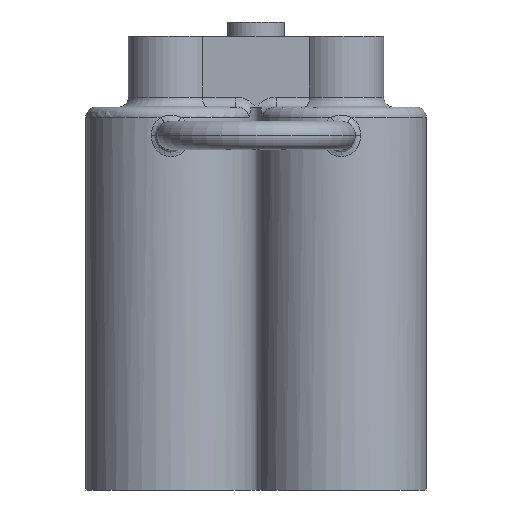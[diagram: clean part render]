
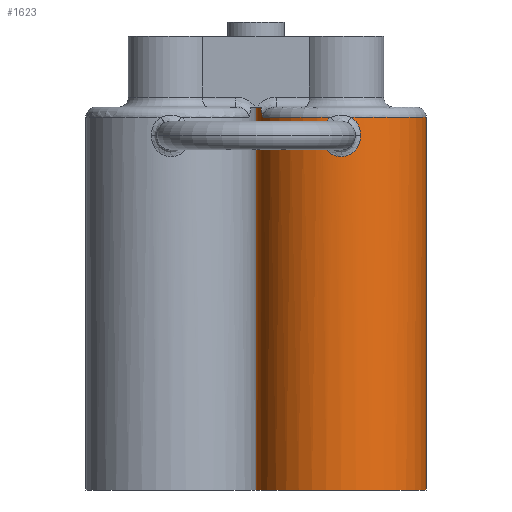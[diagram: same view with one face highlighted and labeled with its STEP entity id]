
A CAD part, front view. The second image highlights one B-rep face of the part: STEP entity #1623.
In plain terms, the highlighted cylindrical face has radius 6 mm (diameter 12 mm), a partial arc.
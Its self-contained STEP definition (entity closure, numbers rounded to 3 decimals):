
#161=CARTESIAN_POINT('Axis2P3D Location',(6.,14.,-25.)) ;
#165=CARTESIAN_POINT('Vertex',(12.,14.,-25.)) ;
#167=CARTESIAN_POINT('Vertex',(0.,14.,-25.)) ;
#447=CARTESIAN_POINT('Axis2P3D Location',(6.,14.,-11.5)) ;
#474=CARTESIAN_POINT('Vertex',(12.,14.,1.3)) ;
#477=CARTESIAN_POINT('Line Origine',(12.,14.,-11.5)) ;
#482=CARTESIAN_POINT('Line Origine',(0.,14.,-11.5)) ;
#486=CARTESIAN_POINT('Vertex',(0.,14.,2.)) ;
#695=CARTESIAN_POINT('Vertex',(0.357,11.961,2.)) ;
#701=CARTESIAN_POINT('Control Point',(0.357,11.961,2.)) ;
#702=CARTESIAN_POINT('Control Point',(0.377,11.905,1.77)) ;
#703=CARTESIAN_POINT('Control Point',(0.416,11.802,1.578)) ;
#704=CARTESIAN_POINT('Control Point',(0.46,11.694,1.429)) ;
#705=CARTESIAN_POINT('Control Point',(0.509,11.582,1.3)) ;
#706=CARTESIAN_POINT('Vertex',(0.509,11.582,1.3)) ;
#963=CARTESIAN_POINT('Axis2P3D Location',(6.,14.,2.)) ;
#967=CARTESIAN_POINT('Vertex',(0.343,12.,2.)) ;
#970=CARTESIAN_POINT('Axis2P3D Location',(6.,14.,2.)) ;
#1561=CARTESIAN_POINT('Axis2P3D Location',(6.,14.,1.3)) ;
#1565=CARTESIAN_POINT('Vertex',(5.309,8.04,1.3)) ;
#1568=CARTESIAN_POINT('Axis2P3D Location',(6.,14.,1.3)) ;
#1572=CARTESIAN_POINT('Vertex',(6.691,8.04,1.3)) ;
#1576=CARTESIAN_POINT('Control Point',(7.385,8.162,0.)) ;
#1577=CARTESIAN_POINT('Control Point',(7.385,8.162,0.389)) ;
#1578=CARTESIAN_POINT('Control Point',(7.26,8.131,0.778)) ;
#1579=CARTESIAN_POINT('Control Point',(7.013,8.077,1.099)) ;
#1580=CARTESIAN_POINT('Control Point',(6.691,8.04,1.3)) ;
#1581=CARTESIAN_POINT('Vertex',(7.385,8.162,0.)) ;
#1585=CARTESIAN_POINT('Control Point',(7.385,8.162,0.)) ;
#1586=CARTESIAN_POINT('Control Point',(7.385,8.162,-0.232)) ;
#1587=CARTESIAN_POINT('Control Point',(7.343,8.152,-0.465)) ;
#1588=CARTESIAN_POINT('Control Point',(7.26,8.132,-0.685)) ;
#1589=CARTESIAN_POINT('Control Point',(7.023,8.083,-1.076)) ;
#1590=CARTESIAN_POINT('Control Point',(6.662,8.032,-1.348)) ;
#1591=CARTESIAN_POINT('Control Point',(6.461,8.012,-1.444)) ;
#1592=CARTESIAN_POINT('Control Point',(5.994,7.989,-1.554)) ;
#1593=CARTESIAN_POINT('Control Point',(5.523,8.011,-1.448)) ;
#1594=CARTESIAN_POINT('Control Point',(5.29,8.037,-1.33)) ;
#1595=CARTESIAN_POINT('Control Point',(4.935,8.091,-1.03)) ;
#1596=CARTESIAN_POINT('Control Point',(4.716,8.138,-0.617)) ;
#1597=CARTESIAN_POINT('Control Point',(4.649,8.154,-0.417)) ;
#1598=CARTESIAN_POINT('Control Point',(4.615,8.162,-0.208)) ;
#1599=CARTESIAN_POINT('Control Point',(4.615,8.162,0.)) ;
#1600=CARTESIAN_POINT('Vertex',(4.615,8.162,0.)) ;
#1604=CARTESIAN_POINT('Control Point',(5.309,8.04,1.3)) ;
#1605=CARTESIAN_POINT('Control Point',(4.987,8.077,1.099)) ;
#1606=CARTESIAN_POINT('Control Point',(4.74,8.131,0.778)) ;
#1607=CARTESIAN_POINT('Control Point',(4.615,8.162,0.389)) ;
#1608=CARTESIAN_POINT('Control Point',(4.615,8.162,0.)) ;
#162=DIRECTION('Axis2P3D Direction',(0.,0.,-1.)) ;
#448=DIRECTION('Axis2P3D Direction',(0.,0.,-1.)) ;
#449=DIRECTION('Axis2P3D XDirection',(1.,0.,0.)) ;
#478=DIRECTION('Vector Direction',(0.,0.,-1.)) ;
#483=DIRECTION('Vector Direction',(0.,0.,-1.)) ;
#964=DIRECTION('Axis2P3D Direction',(0.,0.,-1.)) ;
#971=DIRECTION('Axis2P3D Direction',(0.,0.,-1.)) ;
#1562=DIRECTION('Axis2P3D Direction',(0.,0.,-1.)) ;
#1569=DIRECTION('Axis2P3D Direction',(0.,0.,-1.)) ;
#163=AXIS2_PLACEMENT_3D('Circle Axis2P3D',#161,#162,$) ;
#450=AXIS2_PLACEMENT_3D('Cylinder Axis2P3D',#447,#448,#449) ;
#965=AXIS2_PLACEMENT_3D('Circle Axis2P3D',#963,#964,$) ;
#972=AXIS2_PLACEMENT_3D('Circle Axis2P3D',#970,#971,$) ;
#1563=AXIS2_PLACEMENT_3D('Circle Axis2P3D',#1561,#1562,$) ;
#1570=AXIS2_PLACEMENT_3D('Circle Axis2P3D',#1568,#1569,$) ;
#1611=ORIENTED_EDGE('',*,*,#1567,.T.) ;
#1612=ORIENTED_EDGE('',*,*,#708,.T.) ;
#1613=ORIENTED_EDGE('',*,*,#974,.F.) ;
#1614=ORIENTED_EDGE('',*,*,#969,.T.) ;
#1615=ORIENTED_EDGE('',*,*,#488,.T.) ;
#1616=ORIENTED_EDGE('',*,*,#169,.F.) ;
#1617=ORIENTED_EDGE('',*,*,#481,.F.) ;
#1618=ORIENTED_EDGE('',*,*,#1574,.T.) ;
#1619=ORIENTED_EDGE('',*,*,#1583,.T.) ;
#1620=ORIENTED_EDGE('',*,*,#1602,.T.) ;
#1621=ORIENTED_EDGE('',*,*,#1609,.T.) ;
#479=VECTOR('Line Direction',#478,1.) ;
#484=VECTOR('Line Direction',#483,1.) ;
#1623=ADVANCED_FACE('PartBody',(#1622),#451,.T.) ;
#700=B_SPLINE_CURVE_WITH_KNOTS('',4,(#701,#702,#703,#704,#705),.UNSPECIFIED.,.F.,.U.,(5,5),(0.,1.419),.UNSPECIFIED.) ;
#1575=B_SPLINE_CURVE_WITH_KNOTS('',4,(#1576,#1577,#1578,#1579,#1580),.UNSPECIFIED.,.F.,.U.,(5,5),(0.,1.872),.UNSPECIFIED.) ;
#1584=B_SPLINE_CURVE_WITH_KNOTS('',5,(#1585,#1586,#1587,#1588,#1589,#1590,#1591,#1592,#1593,#1594,#1595,#1596,#1597,#1598,#1599),.UNSPECIFIED.,.F.,.U.,(6,3,3,3,6),(0.,1.396,2.737,4.288,5.541),.UNSPECIFIED.) ;
#1603=B_SPLINE_CURVE_WITH_KNOTS('',4,(#1604,#1605,#1606,#1607,#1608),.UNSPECIFIED.,.F.,.U.,(5,5),(3.67,5.541),.UNSPECIFIED.) ;
#164=CIRCLE('generated circle',#163,6.) ;
#966=CIRCLE('generated circle',#965,6.) ;
#973=CIRCLE('generated circle',#972,6.) ;
#1564=CIRCLE('generated circle',#1563,6.) ;
#1571=CIRCLE('generated circle',#1570,6.) ;
#451=CYLINDRICAL_SURFACE('generated cylinder',#450,6.) ;
#169=EDGE_CURVE('',#166,#168,#164,.T.) ;
#481=EDGE_CURVE('',#475,#166,#480,.T.) ;
#488=EDGE_CURVE('',#487,#168,#485,.T.) ;
#708=EDGE_CURVE('',#707,#696,#700,.F.) ;
#969=EDGE_CURVE('',#968,#487,#966,.T.) ;
#974=EDGE_CURVE('',#968,#696,#973,.F.) ;
#1567=EDGE_CURVE('',#1566,#707,#1564,.T.) ;
#1574=EDGE_CURVE('',#475,#1573,#1571,.T.) ;
#1583=EDGE_CURVE('',#1573,#1582,#1575,.F.) ;
#1602=EDGE_CURVE('',#1582,#1601,#1584,.T.) ;
#1609=EDGE_CURVE('',#1601,#1566,#1603,.F.) ;
#1610=EDGE_LOOP('',(#1611,#1612,#1613,#1614,#1615,#1616,#1617,#1618,#1619,#1620,#1621)) ;
#1622=FACE_OUTER_BOUND('',#1610,.T.) ;
#480=LINE('Line',#477,#479) ;
#485=LINE('Line',#482,#484) ;
#166=VERTEX_POINT('',#165) ;
#168=VERTEX_POINT('',#167) ;
#475=VERTEX_POINT('',#474) ;
#487=VERTEX_POINT('',#486) ;
#696=VERTEX_POINT('',#695) ;
#707=VERTEX_POINT('',#706) ;
#968=VERTEX_POINT('',#967) ;
#1566=VERTEX_POINT('',#1565) ;
#1573=VERTEX_POINT('',#1572) ;
#1582=VERTEX_POINT('',#1581) ;
#1601=VERTEX_POINT('',#1600) ;
